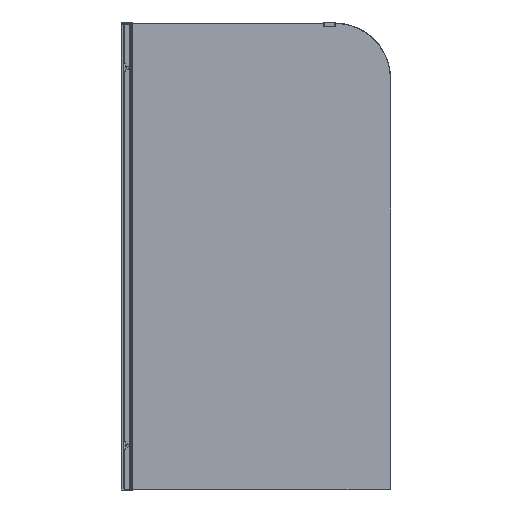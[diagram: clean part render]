
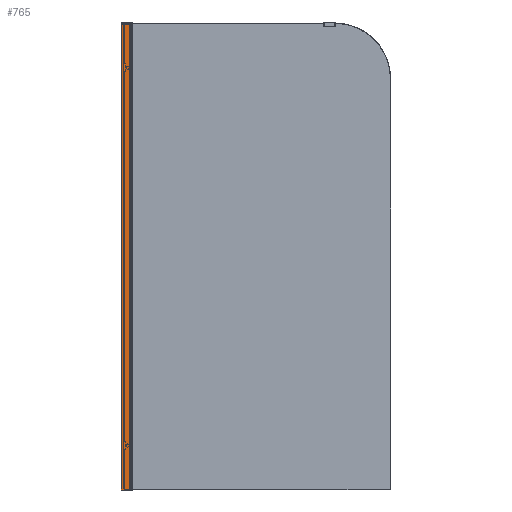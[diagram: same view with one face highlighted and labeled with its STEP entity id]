
A CAD part, front view. The second image highlights one B-rep face of the part: STEP entity #765.
In plain terms, the highlighted face is planar.
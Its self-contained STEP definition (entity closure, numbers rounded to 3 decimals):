
#765=ADVANCED_FACE('',(#1607),#12758,.T.);
#1607=FACE_OUTER_BOUND('',#2455,.T.);
#2455=EDGE_LOOP('',(#3833,#3834,#3835,#3836));
#3833=ORIENTED_EDGE('',*,*,#7664,.F.);
#3834=ORIENTED_EDGE('',*,*,#7550,.F.);
#3835=ORIENTED_EDGE('',*,*,#7663,.T.);
#3836=ORIENTED_EDGE('',*,*,#7582,.T.);
#7550=EDGE_CURVE('',#11614,#11615,#9536,.T.);
#7582=EDGE_CURVE('',#11674,#11673,#9568,.T.);
#7663=EDGE_CURVE('',#11614,#11674,#9639,.T.);
#7664=EDGE_CURVE('',#11615,#11673,#9640,.T.);
#9536=B_SPLINE_CURVE_WITH_KNOTS('',1,(#16163,#16164),.UNSPECIFIED.,.F.,
 .F.,(2,2),(0.,47.5),.UNSPECIFIED.);
#9568=B_SPLINE_CURVE_WITH_KNOTS('',1,(#16227,#16228),.UNSPECIFIED.,.F.,
 .F.,(2,2),(-47.5,0.),.UNSPECIFIED.);
#9639=B_SPLINE_CURVE_WITH_KNOTS('',1,(#16399,#16400),.UNSPECIFIED.,.F.,
 .F.,(2,2),(-2100.,0.),.UNSPECIFIED.);
#9640=B_SPLINE_CURVE_WITH_KNOTS('',1,(#16401,#16402),.UNSPECIFIED.,.F.,
 .F.,(2,2),(-2100.,0.),.UNSPECIFIED.);
#11614=VERTEX_POINT('',#15580);
#11615=VERTEX_POINT('',#15581);
#11673=VERTEX_POINT('',#15639);
#11674=VERTEX_POINT('',#15640);
#12758=PLANE('',#13793);
#13793=AXIS2_PLACEMENT_3D('',#15450,#14433,$);
#14433=DIRECTION('',(-1.,0.,0.));
#15450=CARTESIAN_POINT('',(-2728.292,731.481,-1260.));
#15580=CARTESIAN_POINT('',(-2728.292,783.731,1050.));
#15581=CARTESIAN_POINT('',(-2728.292,736.231,1050.));
#15639=CARTESIAN_POINT('',(-2728.292,736.231,-1050.));
#15640=CARTESIAN_POINT('',(-2728.292,783.731,-1050.));
#16163=CARTESIAN_POINT('',(-2728.292,783.731,1050.));
#16164=CARTESIAN_POINT('',(-2728.292,736.231,1050.));
#16227=CARTESIAN_POINT('',(-2728.292,783.731,-1050.));
#16228=CARTESIAN_POINT('',(-2728.292,736.231,-1050.));
#16399=CARTESIAN_POINT('',(-2728.292,783.731,1050.));
#16400=CARTESIAN_POINT('',(-2728.292,783.731,-1050.));
#16401=CARTESIAN_POINT('',(-2728.292,736.231,1050.));
#16402=CARTESIAN_POINT('',(-2728.292,736.231,-1050.));
